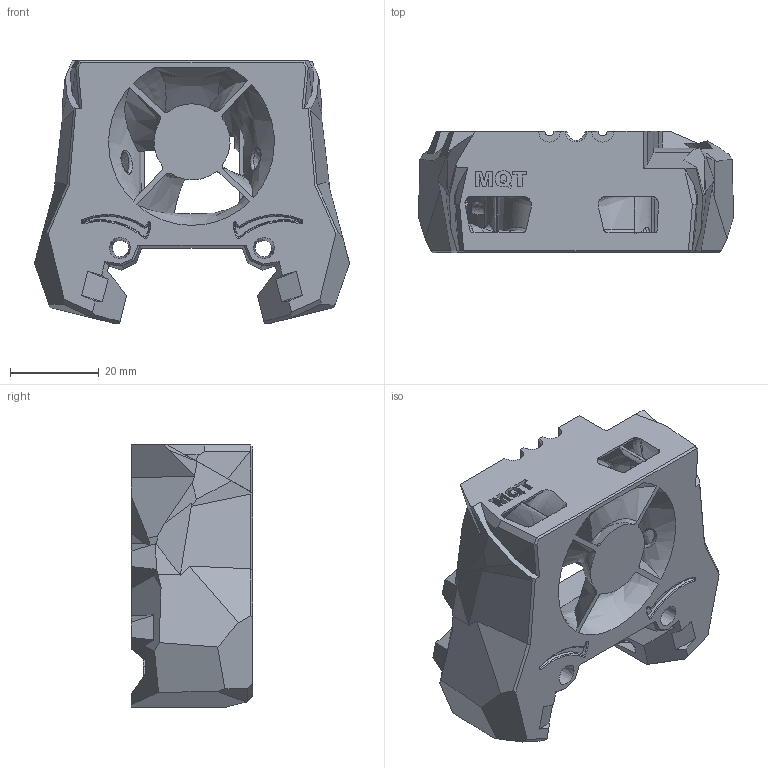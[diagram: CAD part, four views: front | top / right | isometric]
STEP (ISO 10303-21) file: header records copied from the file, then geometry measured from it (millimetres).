
FILE_DESCRIPTION(/* description */ (''),/* implementation_level */ '2;1');
FILE_NAME(/* name */ 'SB MQT TH Front.step',/* time_stamp */ '2022-08-22T22:52:02-04:00',/* author */ (''),/* organization */ (''),/* preprocessor_version */ 'ST-DEVELOPER v19',/* originating_system */ 'Autodesk Translation Framework v11.7.0.108',/* authorisation */ '');
FILE_SCHEMA (('AUTOMOTIVE_DESIGN { 1 0 10303 214 3 1 1 }'));
Products named in the file (1): SB MQT TH Front
Bounding box: 71.07 x 27.4 x 59.13 mm (x, y, z)
Volume: 43117.6 mm3; surface area: 23000.2 mm2
Topology: 1 solids, 1 shells, 497 faces, 1586 edges, 1065 vertices
Faces by surface type: plane 256, bspline 171, cone 37, cylinder 29, sphere 4
Full cylindrical faces by diameter (mm): 4.6 x2, 4.7 x2
Entity records: 42560 total; most frequent: CARTESIAN_POINT 30183, ORIENTED_EDGE 3110, DIRECTION 1753, EDGE_CURVE 1555, VERTEX_POINT 1065, LINE 745, VECTOR 745, B_SPLINE_CURVE_WITH_KNOTS 630
